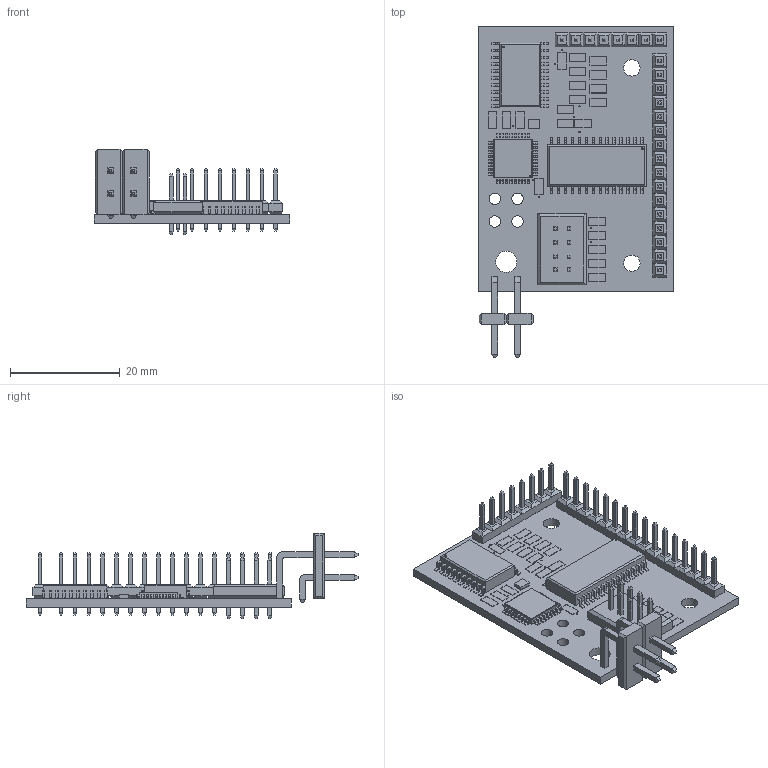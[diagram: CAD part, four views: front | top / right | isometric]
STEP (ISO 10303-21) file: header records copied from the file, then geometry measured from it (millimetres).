
FILE_DESCRIPTION(/* description */ (''),/* implementation_level */ '2;1');
FILE_NAME(/* name */ 'adb07646-0fc9-46e3-8bae-6b87652b144f.stp',/* time_stamp */ '2020-02-16T22:56:38+00:00',/* author */ (''),/* organization */ (''),/* preprocessor_version */ 'ST-DEVELOPER v18',/* originating_system */ 'Autodesk Translation Framework v8.12.0.6',/* authorisation */ '');
FILE_SCHEMA (('AUTOMOTIVE_DESIGN { 1 0 10303 214 3 1 1 }'));
Products named in the file (12): adb07646-0fc9-46e3-8bae-6b87652b144f; PCB Component; Board; 10k; 1-770968-0; DF1BZ-8DP-2.5DSA; LED8; LED16; MCP23S08-E/SO; ATMEGA328PB32-TQFP; MCP23S17T-E/SO; 8 MHz
Assembly tree (31 placements, depth 3):
  adb07646-0fc9-46e3-8bae-6b87652b144f
    PCB Component
      Board
      10k  x21
      1-770968-0
      DF1BZ-8DP-2.5DSA
      LED8
      LED16
      MCP23S08-E/SO
      ATMEGA328PB32-TQFP
      MCP23S17T-E/SO
      8 MHz
Bounding box: 35.56 x 60.43 x 15.48 mm (x, y, z)
Volume: 4269.7 mm3; surface area: 7266 mm2
Topology: 30 solids, 30 shells, 2251 faces, 5583 edges, 3547 vertices
Faces by surface type: plane 1859, cylinder 392
Full cylindrical faces by diameter (mm): 0.2 x22, 0.3 x3, 1.1 x8, 1.105 x24, 2.07 x4, 3 x2, 3.86 x1
Entity records: 65309 total; most frequent: CARTESIAN_POINT 10904, ORIENTED_EDGE 10686, DIRECTION 10478, EDGE_CURVE 5343, LINE 4556, VECTOR 4556, VERTEX_POINT 3387, AXIS2_PLACEMENT_3D 2961
